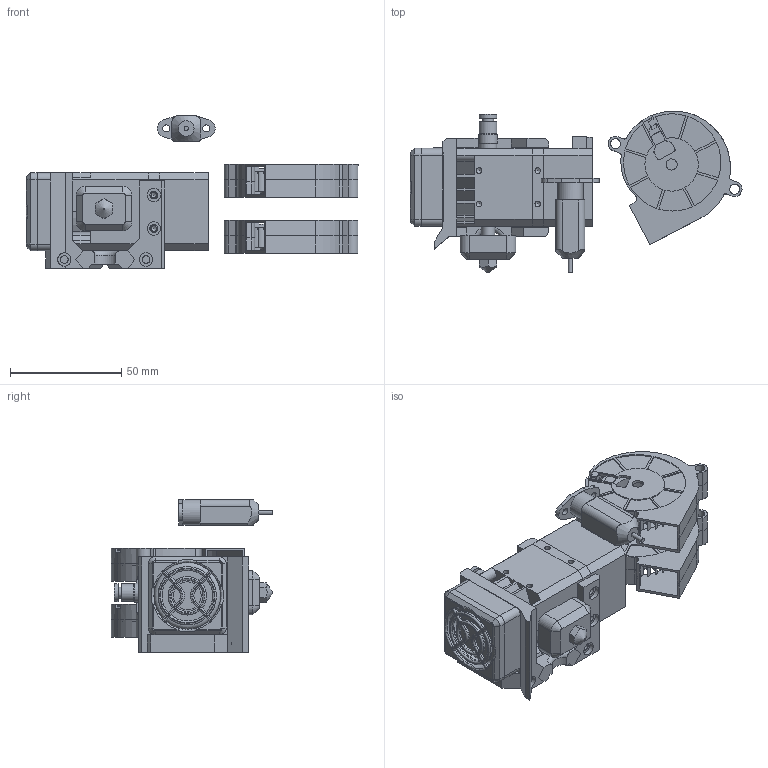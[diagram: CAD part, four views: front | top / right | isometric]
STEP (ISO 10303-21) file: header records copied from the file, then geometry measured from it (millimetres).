
FILE_DESCRIPTION(/* description */ (''),/* implementation_level */ '2;1');
FILE_NAME(/* name */ 'Elegoo Neptune Hotend Assembly v6.step',/* time_stamp */ '2025-07-20T11:51:50+01:00',/* author */ (''),/* organization */ (''),/* preprocessor_version */ 'ST-DEVELOPER v20.1',/* originating_system */ 'Autodesk Translation Framework v14.10.0.0',/* authorisation */ '');
FILE_SCHEMA (('AUTOMOTIVE_DESIGN { 1 0 10303 214 3 1 1 }'));
Length unit declared in the file: millimetre
Products named in the file (9): Elegoo Neptune Hotend Assembly; Hotend; Elegoo Neptune Mount; Radial-Cooling-Fan-5015-DC12V; Radial-Cooling-Fan-5015-DC12V_1; turbine; top; bottom; BL-touch
Assembly tree (11 placements, depth 3):
  Elegoo Neptune Hotend Assembly
    Hotend
    Elegoo Neptune Mount
    Radial-Cooling-Fan-5015-DC12V
      turbine
      top
      bottom
    Radial-Cooling-Fan-5015-DC12V_1
      turbine
      top
      bottom
    BL-touch
Bounding box: 149.37 x 72.75 x 68.79 mm (x, y, z)
Volume: 131961.1 mm3; surface area: 86471.7 mm2
Topology: 23 solids, 23 shells, 1179 faces, 3025 edges, 1934 vertices
Faces by surface type: plane 541, cylinder 495, cone 90, torus 35, bspline 10, sphere 8
Full cylindrical faces by diameter (mm): 1.999 x1, 2.529 x10, 3 x4, 3.196 x1, 3.202 x1, 3.302 x2, 3.5 x12, 4 x2, 4.5 x11, 5 x7, 5.2 x2, 5.65 x4, 6 x9, 7 x3, 8 x3, 8.5 x1, 11.53 x1, 12.5 x2, 22.8 x2, 24.5 x2, 30 x2, 32 x4
Entity records: 26300 total; most frequent: CARTESIAN_POINT 5458, DIRECTION 4479, ORIENTED_EDGE 4166, EDGE_CURVE 2083, AXIS2_PLACEMENT_3D 1683, VERTEX_POINT 1335, LINE 1113, VECTOR 1113
